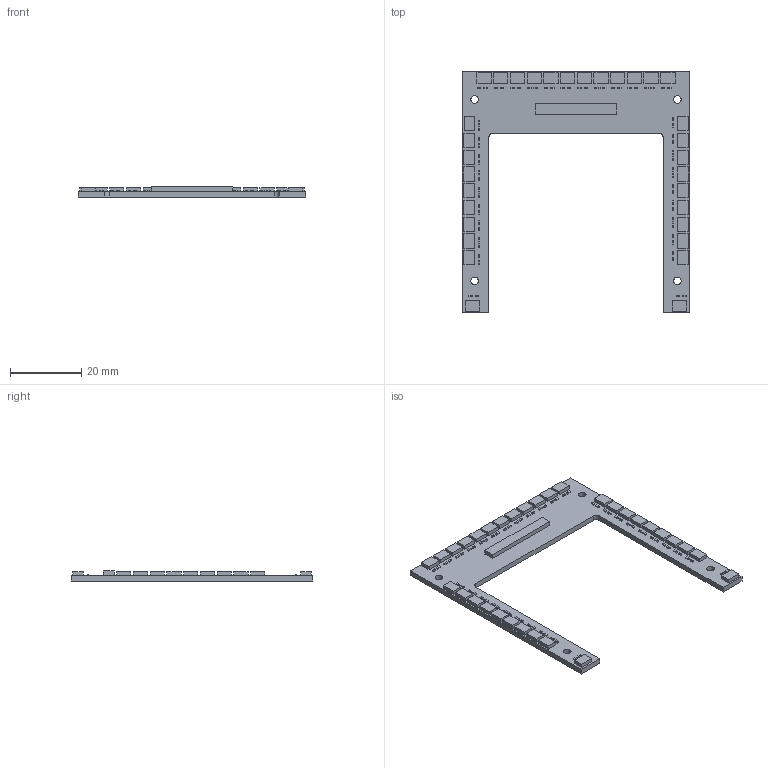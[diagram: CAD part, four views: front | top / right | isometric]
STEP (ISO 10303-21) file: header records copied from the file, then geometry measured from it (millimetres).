
FILE_DESCRIPTION(('Open CASCADE Model'),'2;1');
FILE_NAME('Open CASCADE Shape Model','2016-08-10T09:27:44',('Author'),( 'Open CASCADE'),'Open CASCADE STEP processor 6.8','Open CASCADE 6.8' ,'Unknown');
FILE_SCHEMA(('AUTOMOTIVE_DESIGN { 1 0 10303 214 1 1 1 1 }'));
Length unit declared in the file: millimetre
Products named in the file (181): PCB; Board; R2_32; 825968656; Extruded; R2_31; R2_30; R2_29; R2_28; 825968520; R2_27; R2_26; R2_25; R2_24; R2_23; R2_22; R2_21; R2_20; R2_19; R2_18; R2_17; R2_16; R2_15; R2_14; R2_13; R2_11; R2_10; R2_9; R2_8; R2_7; R2_6; R2_5; R2_4; R2_3; R2_2; R2_1; R1_32; R1_31; R1_30; R1_29 ...
Assembly tree (332 placements, depth 4):
  PCB
    Board
    R2_32
      825968656
        Extruded
    R2_31
      825968656
        Extruded
    R2_30
      825968656
        Extruded
    R2_29
      825968656
        Extruded
    R2_28
      825968520
        Extruded
    R2_27
      825968656
        Extruded
    R2_26
      825968520
        Extruded
    R2_25
      825968656
        Extruded
    R2_24
      825968520
        Extruded
    R2_23
      825968656
        Extruded
    R2_22
      825968520
        Extruded
    R2_21
      825968656
        Extruded
    R2_20
      825968520
        Extruded
    R2_19
      825968656
        Extruded
    R2_18
      825968520
        Extruded
    R2_17
      825968520
        Extruded
    R2_16
      825968520
        Extruded
    R2_15
      825968520
        Extruded
    R2_14
      825968520
        Extruded
    R2_13
Bounding box: 64 x 68 x 2.87 mm (x, y, z)
Volume: 3437 mm3; surface area: 5999.9 mm2
Topology: 162 solids, 162 shells, 790 faces, 1398 edges, 932 vertices
Faces by surface type: plane 720, cylinder 70
Full cylindrical faces by diameter (mm): 1 x64, 2.15 x4
Entity records: 7727 total; most frequent: DIRECTION 1128, CARTESIAN_POINT 1049, PRODUCT_DEFINITION_SHAPE 513, AXIS2_PLACEMENT_3D 411, CONTEXT_DEPENDENT_SHAPE_REPRESENTATION 332, ITEM_DEFINED_TRANSFORMATION 332, NEXT_ASSEMBLY_USAGE_OCCURRENCE 332, LINE 294
